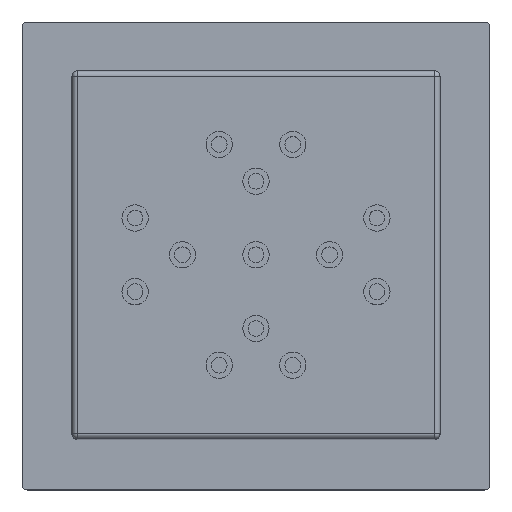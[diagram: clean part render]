
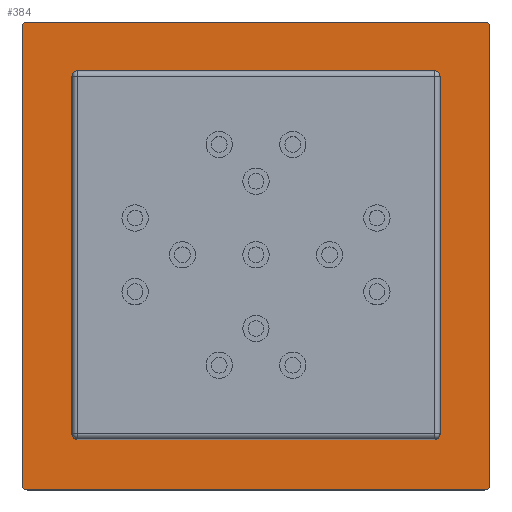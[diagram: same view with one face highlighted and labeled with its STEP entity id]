
A CAD part, top view. The second image highlights one B-rep face of the part: STEP entity #384.
In plain terms, the highlighted planar face has unit normal (0, 0, 1).
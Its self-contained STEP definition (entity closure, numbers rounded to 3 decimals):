
#18 = EDGE_CURVE ( 'NONE', #411, #2420, #68, .T. ) ;
#48 = PLANE ( 'NONE',  #1800 ) ;
#67 = DIRECTION ( 'NONE',  ( 0., 0., -1. ) ) ;
#68 = LINE ( 'NONE', #885, #1835 ) ;
#72 = VECTOR ( 'NONE', #1272, 1000. ) ;
#81 = CARTESIAN_POINT ( 'NONE',  ( 21.75, 21.75, 4. ) ) ;
#107 = ORIENTED_EDGE ( 'NONE', *, *, #564, .F. ) ;
#141 = AXIS2_PLACEMENT_3D ( 'NONE', #2393, #1954, #2369 ) ;
#146 = CARTESIAN_POINT ( 'NONE',  ( -21.75, -21.75, 4. ) ) ;
#147 = VERTEX_POINT ( 'NONE', #1981 ) ;
#148 = CARTESIAN_POINT ( 'NONE',  ( -21.75, 22.25, 4. ) ) ;
#242 = AXIS2_PLACEMENT_3D ( 'NONE', #146, #1195, #990 ) ;
#247 = CARTESIAN_POINT ( 'NONE',  ( -21.75, -21.75, 4. ) ) ;
#277 = DIRECTION ( 'NONE',  ( 0., 1., 0. ) ) ;
#286 = ORIENTED_EDGE ( 'NONE', *, *, #1896, .T. ) ;
#384 = ADVANCED_FACE ( 'NONE', ( #1500, #1891 ), #48, .F. ) ;
#390 = CARTESIAN_POINT ( 'NONE',  ( 21.75, 22.25, 4. ) ) ;
#411 = VERTEX_POINT ( 'NONE', #1060 ) ;
#414 = EDGE_CURVE ( 'NONE', #147, #2257, #702, .T. ) ;
#494 = DIRECTION ( 'NONE',  ( 0., 0., 1. ) ) ;
#516 = VERTEX_POINT ( 'NONE', #1139 ) ;
#551 = VERTEX_POINT ( 'NONE', #2552 ) ;
#555 = DIRECTION ( 'NONE',  ( 0., 0., 1. ) ) ;
#564 = EDGE_CURVE ( 'NONE', #516, #516, #1293, .T. ) ;
#685 = EDGE_LOOP ( 'NONE', ( #107 ) ) ;
#702 = CIRCLE ( 'NONE', #2395, 0.5 ) ;
#814 = ORIENTED_EDGE ( 'NONE', *, *, #414, .T. ) ;
#868 = ORIENTED_EDGE ( 'NONE', *, *, #1506, .T. ) ;
#885 = CARTESIAN_POINT ( 'NONE',  ( -21.75, -22.25, 4. ) ) ;
#966 = DIRECTION ( 'NONE',  ( 1., 0., 0. ) ) ;
#990 = DIRECTION ( 'NONE',  ( -1., 0., 0. ) ) ;
#1060 = CARTESIAN_POINT ( 'NONE',  ( -21.75, -22.25, 4. ) ) ;
#1094 = CIRCLE ( 'NONE', #2328, 0.5 ) ;
#1139 = CARTESIAN_POINT ( 'NONE',  ( -11.5, 0.006, 4. ) ) ;
#1159 = ORIENTED_EDGE ( 'NONE', *, *, #18, .T. ) ;
#1195 = DIRECTION ( 'NONE',  ( 0., 0., 1. ) ) ;
#1272 = DIRECTION ( 'NONE',  ( 0., -1., 0. ) ) ;
#1278 = ORIENTED_EDGE ( 'NONE', *, *, #2316, .T. ) ;
#1293 = CIRCLE ( 'NONE', #141, 11.5 ) ;
#1302 = LINE ( 'NONE', #2099, #2027 ) ;
#1323 = VERTEX_POINT ( 'NONE', #1673 ) ;
#1338 = CARTESIAN_POINT ( 'NONE',  ( 22.25, -21.75, 4. ) ) ;
#1350 = VERTEX_POINT ( 'NONE', #1769 ) ;
#1376 = CARTESIAN_POINT ( 'NONE',  ( 21.75, -21.75, 4. ) ) ;
#1392 = ORIENTED_EDGE ( 'NONE', *, *, #2611, .T. ) ;
#1432 = VERTEX_POINT ( 'NONE', #148 ) ;
#1464 = LINE ( 'NONE', #1338, #1782 ) ;
#1485 = CARTESIAN_POINT ( 'NONE',  ( -22.25, -21.75, 4. ) ) ;
#1500 = FACE_BOUND ( 'NONE', #685, .T. ) ;
#1506 = EDGE_CURVE ( 'NONE', #1350, #551, #1689, .T. ) ;
#1593 = CARTESIAN_POINT ( 'NONE',  ( -21.75, 21.75, 4. ) ) ;
#1673 = CARTESIAN_POINT ( 'NONE',  ( 22.25, -21.75, 4. ) ) ;
#1689 = LINE ( 'NONE', #1485, #72 ) ;
#1696 = DIRECTION ( 'NONE',  ( 1., 0., 0. ) ) ;
#1708 = DIRECTION ( 'NONE',  ( -1., 0., 0. ) ) ;
#1769 = CARTESIAN_POINT ( 'NONE',  ( -22.25, 21.75, 4. ) ) ;
#1782 = VECTOR ( 'NONE', #277, 1000. ) ;
#1790 = DIRECTION ( 'NONE',  ( 0., 0., 1. ) ) ;
#1800 = AXIS2_PLACEMENT_3D ( 'NONE', #247, #67, #2101 ) ;
#1831 = ORIENTED_EDGE ( 'NONE', *, *, #2303, .T. ) ;
#1835 = VECTOR ( 'NONE', #1696, 1000. ) ;
#1891 = FACE_OUTER_BOUND ( 'NONE', #2486, .T. ) ;
#1896 = EDGE_CURVE ( 'NONE', #1432, #1350, #1094, .T. ) ;
#1954 = DIRECTION ( 'NONE',  ( 0., 0., 1. ) ) ;
#1981 = CARTESIAN_POINT ( 'NONE',  ( 22.25, 21.75, 4. ) ) ;
#2027 = VECTOR ( 'NONE', #2112, 1000. ) ;
#2072 = EDGE_CURVE ( 'NONE', #1323, #147, #1464, .T. ) ;
#2073 = CIRCLE ( 'NONE', #242, 0.5 ) ;
#2099 = CARTESIAN_POINT ( 'NONE',  ( -21.75, 22.25, 4. ) ) ;
#2101 = DIRECTION ( 'NONE',  ( -1., 0., 0. ) ) ;
#2112 = DIRECTION ( 'NONE',  ( -1., 0., 0. ) ) ;
#2158 = AXIS2_PLACEMENT_3D ( 'NONE', #1376, #1790, #966 ) ;
#2257 = VERTEX_POINT ( 'NONE', #390 ) ;
#2303 = EDGE_CURVE ( 'NONE', #551, #411, #2073, .T. ) ;
#2316 = EDGE_CURVE ( 'NONE', #2420, #1323, #2626, .T. ) ;
#2328 = AXIS2_PLACEMENT_3D ( 'NONE', #1593, #555, #2412 ) ;
#2369 = DIRECTION ( 'NONE',  ( -1., 0., 0. ) ) ;
#2393 = CARTESIAN_POINT ( 'NONE',  ( 0., 0.006, 4. ) ) ;
#2395 = AXIS2_PLACEMENT_3D ( 'NONE', #81, #494, #1708 ) ;
#2412 = DIRECTION ( 'NONE',  ( -1., 0., 0. ) ) ;
#2420 = VERTEX_POINT ( 'NONE', #2475 ) ;
#2442 = ORIENTED_EDGE ( 'NONE', *, *, #2072, .T. ) ;
#2475 = CARTESIAN_POINT ( 'NONE',  ( 21.75, -22.25, 4. ) ) ;
#2486 = EDGE_LOOP ( 'NONE', ( #1831, #1159, #1278, #2442, #814, #1392, #286, #868 ) ) ;
#2552 = CARTESIAN_POINT ( 'NONE',  ( -22.25, -21.75, 4. ) ) ;
#2611 = EDGE_CURVE ( 'NONE', #2257, #1432, #1302, .T. ) ;
#2626 = CIRCLE ( 'NONE', #2158, 0.5 ) ;
